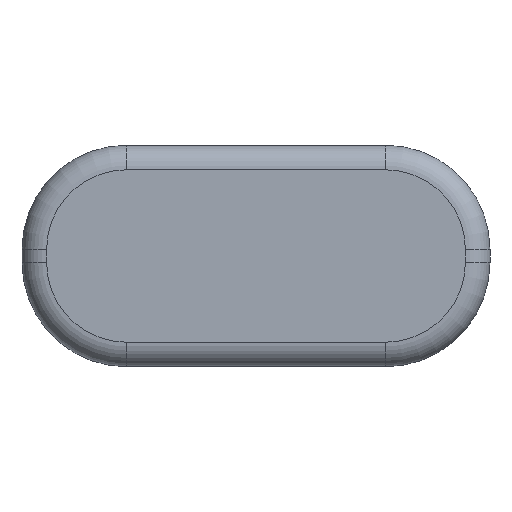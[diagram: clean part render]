
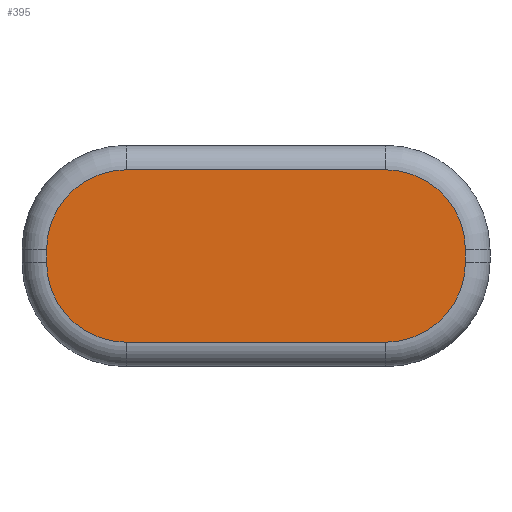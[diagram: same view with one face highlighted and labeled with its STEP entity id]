
A CAD part, left-side view. The second image highlights one B-rep face of the part: STEP entity #395.
In plain terms, the highlighted planar face has unit normal (-1, 0, 0).
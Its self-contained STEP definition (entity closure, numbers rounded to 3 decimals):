
#19=PLANE('',#467);
#51=FACE_OUTER_BOUND('',#77,.T.);
#77=EDGE_LOOP('',(#341,#342,#343,#344,#345,#346,#347,#348));
#97=LINE('',#688,#121);
#98=LINE('',#696,#122);
#99=LINE('',#704,#123);
#100=LINE('',#715,#124);
#121=VECTOR('',#557,10.);
#122=VECTOR('',#568,10.);
#123=VECTOR('',#579,10.);
#124=VECTOR('',#592,10.);
#150=CIRCLE('',#449,6.5);
#153=CIRCLE('',#454,6.5);
#156=CIRCLE('',#459,6.5);
#160=CIRCLE('',#465,6.5);
#182=VERTEX_POINT('',#682);
#184=VERTEX_POINT('',#686);
#185=VERTEX_POINT('',#690);
#186=VERTEX_POINT('',#694);
#187=VERTEX_POINT('',#698);
#188=VERTEX_POINT('',#702);
#190=VERTEX_POINT('',#707);
#192=VERTEX_POINT('',#713);
#229=EDGE_CURVE('',#184,#182,#97,.T.);
#231=EDGE_CURVE('',#185,#184,#150,.T.);
#233=EDGE_CURVE('',#186,#185,#98,.T.);
#235=EDGE_CURVE('',#187,#186,#153,.T.);
#237=EDGE_CURVE('',#188,#187,#99,.T.);
#239=EDGE_CURVE('',#190,#188,#156,.T.);
#242=EDGE_CURVE('',#192,#190,#100,.T.);
#245=EDGE_CURVE('',#182,#192,#160,.T.);
#341=ORIENTED_EDGE('',*,*,#229,.F.);
#342=ORIENTED_EDGE('',*,*,#231,.F.);
#343=ORIENTED_EDGE('',*,*,#233,.F.);
#344=ORIENTED_EDGE('',*,*,#235,.F.);
#345=ORIENTED_EDGE('',*,*,#237,.F.);
#346=ORIENTED_EDGE('',*,*,#239,.F.);
#347=ORIENTED_EDGE('',*,*,#242,.F.);
#348=ORIENTED_EDGE('',*,*,#245,.F.);
#395=ADVANCED_FACE('',(#51),#19,.T.);
#449=AXIS2_PLACEMENT_3D('',#692,#562,#563);
#454=AXIS2_PLACEMENT_3D('',#700,#573,#574);
#459=AXIS2_PLACEMENT_3D('',#709,#584,#585);
#465=AXIS2_PLACEMENT_3D('',#719,#598,#599);
#467=AXIS2_PLACEMENT_3D('',#722,#603,#604);
#557=DIRECTION('',(0.,0.,-1.));
#562=DIRECTION('center_axis',(1.,0.,0.));
#563=DIRECTION('ref_axis',(0.,-0.707,0.707));
#568=DIRECTION('',(0.,-1.,0.));
#573=DIRECTION('center_axis',(1.,0.,0.));
#574=DIRECTION('ref_axis',(0.,0.707,0.707));
#579=DIRECTION('',(0.,0.,1.));
#584=DIRECTION('center_axis',(1.,0.,0.));
#585=DIRECTION('ref_axis',(0.,0.707,-0.707));
#592=DIRECTION('',(0.,1.,0.));
#598=DIRECTION('center_axis',(1.,0.,0.));
#599=DIRECTION('ref_axis',(0.,-0.707,-0.707));
#603=DIRECTION('center_axis',(-1.,0.,0.));
#604=DIRECTION('ref_axis',(0.,-1.,0.));
#682=CARTESIAN_POINT('',(0.,2.,8.5));
#686=CARTESIAN_POINT('',(0.,2.,9.534));
#688=CARTESIAN_POINT('',(0.,2.,0.));
#690=CARTESIAN_POINT('',(0.,8.5,16.034));
#692=CARTESIAN_POINT('Origin',(0.,8.5,9.534));
#694=CARTESIAN_POINT('',(0.,29.6,16.034));
#696=CARTESIAN_POINT('',(0.,28.575,16.034));
#698=CARTESIAN_POINT('',(0.,36.1,9.534));
#700=CARTESIAN_POINT('Origin',(0.,29.6,9.534));
#702=CARTESIAN_POINT('',(0.,36.1,8.5));
#704=CARTESIAN_POINT('',(0.,36.1,0.));
#707=CARTESIAN_POINT('',(0.,29.6,2.));
#709=CARTESIAN_POINT('Origin',(0.,29.6,8.5));
#713=CARTESIAN_POINT('',(0.,8.5,2.));
#715=CARTESIAN_POINT('',(0.,28.575,2.));
#719=CARTESIAN_POINT('Origin',(0.,8.5,8.5));
#722=CARTESIAN_POINT('Origin',(0.,38.1,0.));
